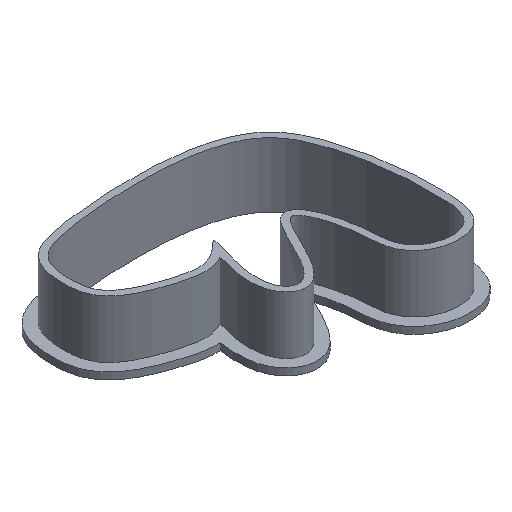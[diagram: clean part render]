
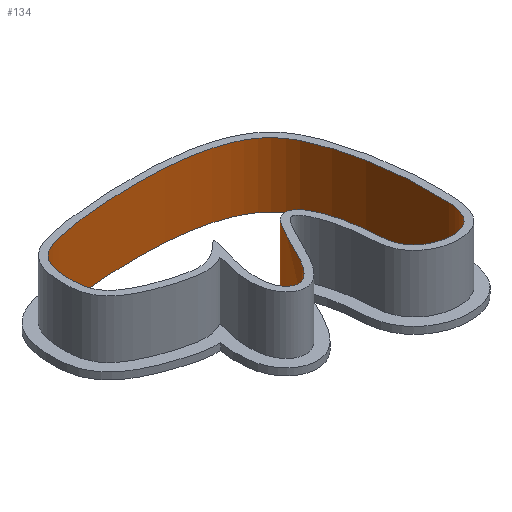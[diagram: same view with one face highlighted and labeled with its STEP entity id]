
A CAD part, isometric view. The second image highlights one B-rep face of the part: STEP entity #134.
In plain terms, the highlighted free-form (B-spline) face has degree [3, 1] with [27, 2] control points.
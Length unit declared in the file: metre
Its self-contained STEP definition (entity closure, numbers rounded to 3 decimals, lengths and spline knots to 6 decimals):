
#33=ORIENTED_EDGE('',*,*,#65,.T.);
#34=ORIENTED_EDGE('',*,*,#66,.F.);
#65=EDGE_CURVE('',#80,#80,#92,.T.);
#66=EDGE_CURVE('',#81,#81,#93,.T.);
#80=VERTEX_POINT('',#718);
#81=VERTEX_POINT('',#746);
#92=B_SPLINE_CURVE_WITH_KNOTS('',3,(#691,#692,#693,#694,#695,#696,#697,
#698,#699,#700,#701,#702,#703,#704,#705,#706,#707,#708,#709,#710,#711,#712,
#713,#714,#715,#716,#717),.UNSPECIFIED.,.T.,.F.,(1,1,1,1,1,1,1,1,1,1,1,
1,1,1,1,1,1,1,1,1,1,1,1,1,1,1,1,1,1,1,1),(-0.142275,-0.080747,
-0.038881,0.,0.030338,0.067628,0.10196,
0.150193,0.191653,0.222851,0.260658,
0.305978,0.334606,0.379535,0.423098,
0.449228,0.49619,0.53975,0.577608,
0.615564,0.662451,0.708564,0.756251,
0.802348,0.857725,0.919253,0.961119,
1.,1.030338,1.067628,1.10196),.UNSPECIFIED.);
#93=B_SPLINE_CURVE_WITH_KNOTS('',3,(#719,#720,#721,#722,#723,#724,#725,
#726,#727,#728,#729,#730,#731,#732,#733,#734,#735,#736,#737,#738,#739,#740,
#741,#742,#743,#744,#745),.UNSPECIFIED.,.T.,.F.,(1,1,1,1,1,1,1,1,1,1,1,
1,1,1,1,1,1,1,1,1,1,1,1,1,1,1,1,1,1,1,1),(-0.142275,-0.080747,
-0.038881,0.,0.030338,0.067628,0.10196,
0.150193,0.191653,0.222851,0.260658,
0.305978,0.334606,0.379535,0.423098,
0.449228,0.49619,0.53975,0.577608,
0.615564,0.662451,0.708564,0.756251,
0.802348,0.857725,0.919253,0.961119,
1.,1.030338,1.067628,1.10196),.UNSPECIFIED.);
#102=EDGE_LOOP('',(#33));
#103=EDGE_LOOP('',(#34));
#115=FACE_BOUND('',#102,.T.);
#116=FACE_BOUND('',#103,.T.);
#128=B_SPLINE_SURFACE_WITH_KNOTS('',3,1,((#637,#638),(#639,#640),(#641,
#642),(#643,#644),(#645,#646),(#647,#648),(#649,#650),(#651,#652),(#653,
#654),(#655,#656),(#657,#658),(#659,#660),(#661,#662),(#663,#664),(#665,
#666),(#667,#668),(#669,#670),(#671,#672),(#673,#674),(#675,#676),(#677,
#678),(#679,#680),(#681,#682),(#683,#684),(#685,#686),(#687,#688),(#689,
#690)),.SURF_OF_LINEAR_EXTRUSION.,.T.,.F.,.F.,(1,1,1,1,1,1,1,1,1,1,1,1,
1,1,1,1,1,1,1,1,1,1,1,1,1,1,1,1,1,1,1),(2,2),(-0.142275,-0.080747,
-0.038881,0.,0.030338,0.067628,0.10196,
0.150193,0.191653,0.222851,0.260658,
0.305978,0.334606,0.379535,0.423098,
0.449228,0.49619,0.53975,0.577608,
0.615564,0.662451,0.708564,0.756251,
0.802348,0.857725,0.919253,0.961119,
1.,1.030338,1.067628,1.10196),(0.,1.),
 .UNSPECIFIED.);
#134=ADVANCED_FACE('',(#115,#116),#128,.T.);
#637=CARTESIAN_POINT('',(-0.024714,0.014652,0.0127));
#638=CARTESIAN_POINT('',(-0.024714,0.014652,-0.001524));
#639=CARTESIAN_POINT('',(-0.032048,0.013093,0.0127));
#640=CARTESIAN_POINT('',(-0.032048,0.013093,-0.001524));
#641=CARTESIAN_POINT('',(-0.034859,0.009484,0.0127));
#642=CARTESIAN_POINT('',(-0.034859,0.009484,-0.001524));
#643=CARTESIAN_POINT('',(-0.035388,0.002806,0.0127));
#644=CARTESIAN_POINT('',(-0.035388,0.002806,-0.001524));
#645=CARTESIAN_POINT('',(-0.033497,-0.002699,0.0127));
#646=CARTESIAN_POINT('',(-0.033497,-0.002699,-0.001524));
#647=CARTESIAN_POINT('',(-0.023251,-0.006854,0.0127));
#648=CARTESIAN_POINT('',(-0.023251,-0.006854,-0.001524));
#649=CARTESIAN_POINT('',(-0.015702,-0.007982,0.0127));
#650=CARTESIAN_POINT('',(-0.015702,-0.007982,-0.001524));
#651=CARTESIAN_POINT('',(-0.010356,-0.00143,0.0127));
#652=CARTESIAN_POINT('',(-0.010356,-0.00143,-0.001524));
#653=CARTESIAN_POINT('',(-0.01425,-0.010785,0.0127));
#654=CARTESIAN_POINT('',(-0.01425,-0.010785,-0.001524));
#655=CARTESIAN_POINT('',(-0.01461,-0.019539,0.0127));
#656=CARTESIAN_POINT('',(-0.01461,-0.019539,-0.001524));
#657=CARTESIAN_POINT('',(-0.009424,-0.022894,0.0127));
#658=CARTESIAN_POINT('',(-0.009424,-0.022894,-0.001524));
#659=CARTESIAN_POINT('',(-0.004078,-0.014099,0.0127));
#660=CARTESIAN_POINT('',(-0.004078,-0.014099,-0.001524));
#661=CARTESIAN_POINT('',(-0.0009,-0.005869,0.0127));
#662=CARTESIAN_POINT('',(-0.0009,-0.005869,-0.001524));
#663=CARTESIAN_POINT('',(0.004121,-0.006231,0.0127));
#664=CARTESIAN_POINT('',(0.004121,-0.006231,-0.001524));
#665=CARTESIAN_POINT('',(0.00749,-0.016521,0.0127));
#666=CARTESIAN_POINT('',(0.00749,-0.016521,-0.001524));
#667=CARTESIAN_POINT('',(0.006772,-0.025131,0.0127));
#668=CARTESIAN_POINT('',(0.006772,-0.025131,-0.001524));
#669=CARTESIAN_POINT('',(0.01291,-0.029675,0.0127));
#670=CARTESIAN_POINT('',(0.01291,-0.029675,-0.001524));
#671=CARTESIAN_POINT('',(0.02145,-0.028682,0.0127));
#672=CARTESIAN_POINT('',(0.02145,-0.028682,-0.001524));
#673=CARTESIAN_POINT('',(0.021459,-0.016998,0.0127));
#674=CARTESIAN_POINT('',(0.021459,-0.016998,-0.001524));
#675=CARTESIAN_POINT('',(0.020964,-0.007993,0.0127));
#676=CARTESIAN_POINT('',(0.020964,-0.007993,-0.001524));
#677=CARTESIAN_POINT('',(0.018583,0.002306,0.0127));
#678=CARTESIAN_POINT('',(0.018583,0.002306,-0.001524));
#679=CARTESIAN_POINT('',(0.014014,0.011791,0.0127));
#680=CARTESIAN_POINT('',(0.014014,0.011791,-0.001524));
#681=CARTESIAN_POINT('',(0.000063,0.015976,0.0127));
#682=CARTESIAN_POINT('',(0.000063,0.015976,-0.001524));
#683=CARTESIAN_POINT('',(-0.017092,0.01558,0.0127));
#684=CARTESIAN_POINT('',(-0.017092,0.01558,-0.001524));
#685=CARTESIAN_POINT('',(-0.024714,0.014652,0.0127));
#686=CARTESIAN_POINT('',(-0.024714,0.014652,-0.001524));
#687=CARTESIAN_POINT('',(-0.032048,0.013093,0.0127));
#688=CARTESIAN_POINT('',(-0.032048,0.013093,-0.001524));
#689=CARTESIAN_POINT('',(-0.034859,0.009484,0.0127));
#690=CARTESIAN_POINT('',(-0.034859,0.009484,-0.001524));
#691=CARTESIAN_POINT('',(-0.024714,0.014652,0.0127));
#692=CARTESIAN_POINT('',(-0.032048,0.013093,0.0127));
#693=CARTESIAN_POINT('',(-0.034859,0.009484,0.0127));
#694=CARTESIAN_POINT('',(-0.035388,0.002806,0.0127));
#695=CARTESIAN_POINT('',(-0.033497,-0.002699,0.0127));
#696=CARTESIAN_POINT('',(-0.023251,-0.006854,0.0127));
#697=CARTESIAN_POINT('',(-0.015702,-0.007982,0.0127));
#698=CARTESIAN_POINT('',(-0.010356,-0.00143,0.0127));
#699=CARTESIAN_POINT('',(-0.01425,-0.010785,0.0127));
#700=CARTESIAN_POINT('',(-0.01461,-0.019539,0.0127));
#701=CARTESIAN_POINT('',(-0.009424,-0.022894,0.0127));
#702=CARTESIAN_POINT('',(-0.004078,-0.014099,0.0127));
#703=CARTESIAN_POINT('',(-0.0009,-0.005869,0.0127));
#704=CARTESIAN_POINT('',(0.004121,-0.006231,0.0127));
#705=CARTESIAN_POINT('',(0.00749,-0.016521,0.0127));
#706=CARTESIAN_POINT('',(0.006772,-0.025131,0.0127));
#707=CARTESIAN_POINT('',(0.01291,-0.029675,0.0127));
#708=CARTESIAN_POINT('',(0.02145,-0.028682,0.0127));
#709=CARTESIAN_POINT('',(0.021459,-0.016998,0.0127));
#710=CARTESIAN_POINT('',(0.020964,-0.007993,0.0127));
#711=CARTESIAN_POINT('',(0.018583,0.002306,0.0127));
#712=CARTESIAN_POINT('',(0.014014,0.011791,0.0127));
#713=CARTESIAN_POINT('',(0.000063,0.015976,0.0127));
#714=CARTESIAN_POINT('',(-0.017092,0.01558,0.0127));
#715=CARTESIAN_POINT('',(-0.024714,0.014652,0.0127));
#716=CARTESIAN_POINT('',(-0.032048,0.013093,0.0127));
#717=CARTESIAN_POINT('',(-0.034859,0.009484,0.0127));
#718=CARTESIAN_POINT('',(-0.031746,0.01254,0.0127));
#719=CARTESIAN_POINT('',(-0.024714,0.014652,-0.001524));
#720=CARTESIAN_POINT('',(-0.032048,0.013093,-0.001524));
#721=CARTESIAN_POINT('',(-0.034859,0.009484,-0.001524));
#722=CARTESIAN_POINT('',(-0.035388,0.002806,-0.001524));
#723=CARTESIAN_POINT('',(-0.033497,-0.002699,-0.001524));
#724=CARTESIAN_POINT('',(-0.023251,-0.006854,-0.001524));
#725=CARTESIAN_POINT('',(-0.015702,-0.007982,-0.001524));
#726=CARTESIAN_POINT('',(-0.010356,-0.00143,-0.001524));
#727=CARTESIAN_POINT('',(-0.01425,-0.010785,-0.001524));
#728=CARTESIAN_POINT('',(-0.01461,-0.019539,-0.001524));
#729=CARTESIAN_POINT('',(-0.009424,-0.022894,-0.001524));
#730=CARTESIAN_POINT('',(-0.004078,-0.014099,-0.001524));
#731=CARTESIAN_POINT('',(-0.0009,-0.005869,-0.001524));
#732=CARTESIAN_POINT('',(0.004121,-0.006231,-0.001524));
#733=CARTESIAN_POINT('',(0.00749,-0.016521,-0.001524));
#734=CARTESIAN_POINT('',(0.006772,-0.025131,-0.001524));
#735=CARTESIAN_POINT('',(0.01291,-0.029675,-0.001524));
#736=CARTESIAN_POINT('',(0.02145,-0.028682,-0.001524));
#737=CARTESIAN_POINT('',(0.021459,-0.016998,-0.001524));
#738=CARTESIAN_POINT('',(0.020964,-0.007993,-0.001524));
#739=CARTESIAN_POINT('',(0.018583,0.002306,-0.001524));
#740=CARTESIAN_POINT('',(0.014014,0.011791,-0.001524));
#741=CARTESIAN_POINT('',(0.000063,0.015976,-0.001524));
#742=CARTESIAN_POINT('',(-0.017092,0.01558,-0.001524));
#743=CARTESIAN_POINT('',(-0.024714,0.014652,-0.001524));
#744=CARTESIAN_POINT('',(-0.032048,0.013093,-0.001524));
#745=CARTESIAN_POINT('',(-0.034859,0.009484,-0.001524));
#746=CARTESIAN_POINT('',(-0.031746,0.01254,-0.001524));
